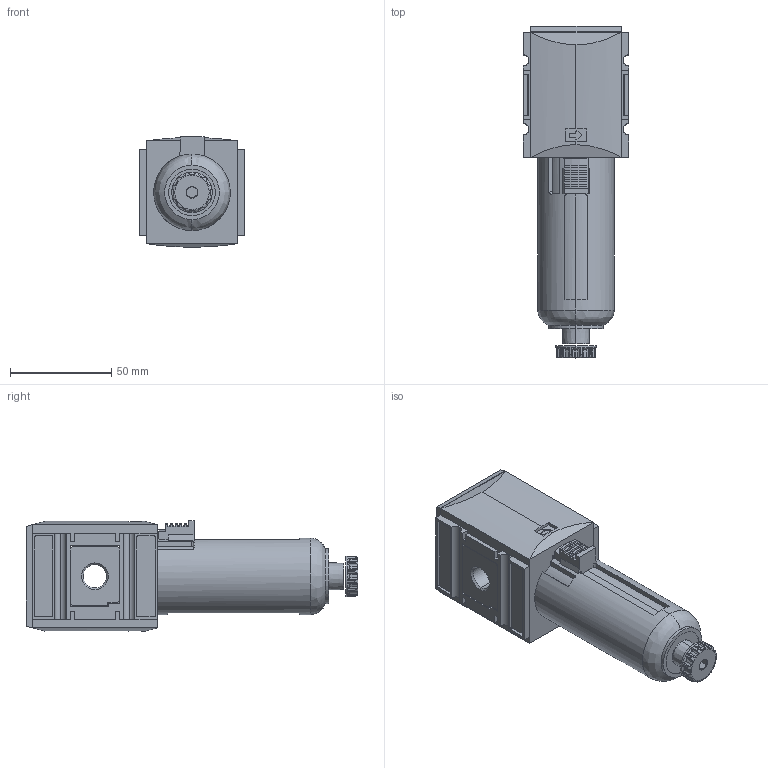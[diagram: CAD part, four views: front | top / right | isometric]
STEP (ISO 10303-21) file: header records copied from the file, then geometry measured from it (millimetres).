
FILE_DESCRIPTION (( 'STEP AP214' ), '1' );
FILE_NAME ('KN-KFIL114.STEP', '2018-08-29T11:35:40', ( '' ), ( '' ), 'SwSTEP 2.0', 'SolidWorks 2018', '' );
FILE_SCHEMA (( 'AUTOMOTIVE_DESIGN' ));
Length unit declared in the file: millimetre
Products named in the file (1): KN-KFIL114
Bounding box: 52 x 164 x 54.49 mm (x, y, z)
Surface area: 34796.4 mm2 (no closed solid volume)
Topology: 0 solids, 5 shells, 358 faces, 1022 edges, 670 vertices
Faces by surface type: plane 180, cylinder 141, bspline 21, cone 16
Entity records: 16876 total; most frequent: CARTESIAN_POINT 3812, ORIENTED_EDGE 1931, DIRECTION 1795, EDGE_CURVE 1022, VERTEX_POINT 670, VECTOR 637, LINE 637, AXIS2_PLACEMENT_3D 579
